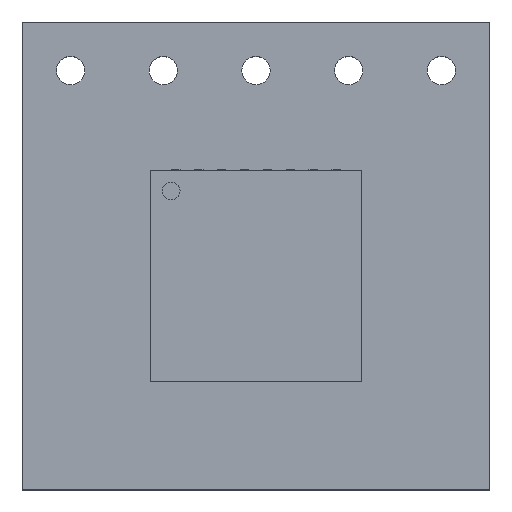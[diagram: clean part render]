
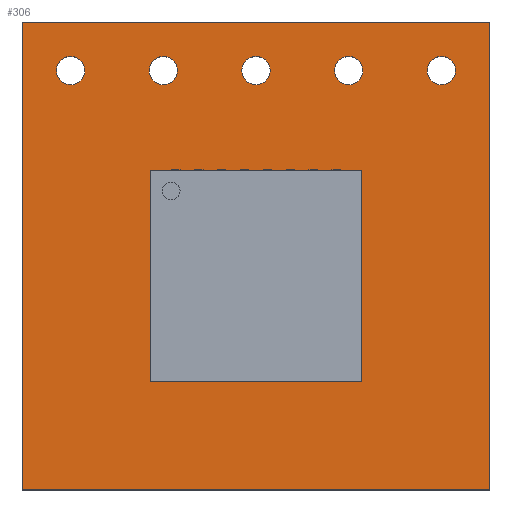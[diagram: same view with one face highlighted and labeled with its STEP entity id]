
A CAD part, top view. The second image highlights one B-rep face of the part: STEP entity #306.
In plain terms, the highlighted planar face has unit normal (0, 0, 1).
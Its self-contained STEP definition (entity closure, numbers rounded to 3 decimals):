
#22 = VERTEX_POINT('',#23);
#23 = CARTESIAN_POINT('',(-6.625,-6.625,0.));
#40 = VERTEX_POINT('',#41);
#41 = CARTESIAN_POINT('',(-6.625,6.625,0.));
#47 = EDGE_CURVE('',#22,#40,#48,.T.);
#48 = LINE('',#49,#50);
#49 = CARTESIAN_POINT('',(-6.625,-6.625,0.));
#50 = VECTOR('',#51,1.);
#51 = DIRECTION('',(0.,1.,0.));
#62 = VERTEX_POINT('',#63);
#63 = CARTESIAN_POINT('',(6.625,-6.625,0.));
#78 = EDGE_CURVE('',#62,#22,#79,.T.);
#79 = LINE('',#80,#81);
#80 = CARTESIAN_POINT('',(6.625,-6.625,0.));
#81 = VECTOR('',#82,1.);
#82 = DIRECTION('',(-1.,0.,0.));
#102 = VERTEX_POINT('',#103);
#103 = CARTESIAN_POINT('',(6.625,6.625,0.));
#109 = EDGE_CURVE('',#40,#102,#110,.T.);
#110 = LINE('',#111,#112);
#111 = CARTESIAN_POINT('',(-6.625,6.625,0.));
#112 = VECTOR('',#113,1.);
#113 = DIRECTION('',(1.,0.,0.));
#131 = EDGE_CURVE('',#102,#62,#132,.T.);
#132 = LINE('',#133,#134);
#133 = CARTESIAN_POINT('',(6.625,6.625,0.));
#134 = VECTOR('',#135,1.);
#135 = DIRECTION('',(0.,-1.,0.));
#146 = VERTEX_POINT('',#147);
#147 = CARTESIAN_POINT('',(-2.225,5.25,0.));
#163 = EDGE_CURVE('',#146,#146,#164,.T.);
#164 = CIRCLE('',#165,0.4);
#165 = AXIS2_PLACEMENT_3D('',#166,#167,#168);
#166 = CARTESIAN_POINT('',(-2.625,5.25,0.));
#167 = DIRECTION('',(0.,0.,1.));
#168 = DIRECTION('',(1.,0.,0.));
#179 = VERTEX_POINT('',#180);
#180 = CARTESIAN_POINT('',(0.4,5.25,0.));
#196 = EDGE_CURVE('',#179,#179,#197,.T.);
#197 = CIRCLE('',#198,0.4);
#198 = AXIS2_PLACEMENT_3D('',#199,#200,#201);
#199 = CARTESIAN_POINT('',(0.,5.25,0.));
#200 = DIRECTION('',(0.,0.,1.));
#201 = DIRECTION('',(1.,0.,0.));
#212 = VERTEX_POINT('',#213);
#213 = CARTESIAN_POINT('',(5.65,5.25,0.));
#229 = EDGE_CURVE('',#212,#212,#230,.T.);
#230 = CIRCLE('',#231,0.4);
#231 = AXIS2_PLACEMENT_3D('',#232,#233,#234);
#232 = CARTESIAN_POINT('',(5.25,5.25,0.));
#233 = DIRECTION('',(0.,0.,1.));
#234 = DIRECTION('',(1.,0.,0.));
#245 = VERTEX_POINT('',#246);
#246 = CARTESIAN_POINT('',(3.025,5.25,0.));
#262 = EDGE_CURVE('',#245,#245,#263,.T.);
#263 = CIRCLE('',#264,0.4);
#264 = AXIS2_PLACEMENT_3D('',#265,#266,#267);
#265 = CARTESIAN_POINT('',(2.625,5.25,0.));
#266 = DIRECTION('',(0.,0.,1.));
#267 = DIRECTION('',(1.,0.,0.));
#278 = VERTEX_POINT('',#279);
#279 = CARTESIAN_POINT('',(-4.85,5.25,0.));
#295 = EDGE_CURVE('',#278,#278,#296,.T.);
#296 = CIRCLE('',#297,0.4);
#297 = AXIS2_PLACEMENT_3D('',#298,#299,#300);
#298 = CARTESIAN_POINT('',(-5.25,5.25,0.));
#299 = DIRECTION('',(0.,0.,1.));
#300 = DIRECTION('',(1.,0.,0.));
#306 = ADVANCED_FACE('',(#307,#313,#316,#319,#322,#325),#328,.T.);
#307 = FACE_BOUND('',#308,.T.);
#308 = EDGE_LOOP('',(#309,#310,#311,#312));
#309 = ORIENTED_EDGE('',*,*,#47,.F.);
#310 = ORIENTED_EDGE('',*,*,#78,.F.);
#311 = ORIENTED_EDGE('',*,*,#131,.F.);
#312 = ORIENTED_EDGE('',*,*,#109,.F.);
#313 = FACE_BOUND('',#314,.T.);
#314 = EDGE_LOOP('',(#315));
#315 = ORIENTED_EDGE('',*,*,#163,.F.);
#316 = FACE_BOUND('',#317,.T.);
#317 = EDGE_LOOP('',(#318));
#318 = ORIENTED_EDGE('',*,*,#196,.F.);
#319 = FACE_BOUND('',#320,.T.);
#320 = EDGE_LOOP('',(#321));
#321 = ORIENTED_EDGE('',*,*,#229,.F.);
#322 = FACE_BOUND('',#323,.T.);
#323 = EDGE_LOOP('',(#324));
#324 = ORIENTED_EDGE('',*,*,#262,.F.);
#325 = FACE_BOUND('',#326,.T.);
#326 = EDGE_LOOP('',(#327));
#327 = ORIENTED_EDGE('',*,*,#295,.F.);
#328 = PLANE('',#329);
#329 = AXIS2_PLACEMENT_3D('',#330,#331,#332);
#330 = CARTESIAN_POINT('',(-6.625,-6.625,0.));
#331 = DIRECTION('',(0.,0.,1.));
#332 = DIRECTION('',(1.,0.,0.));
